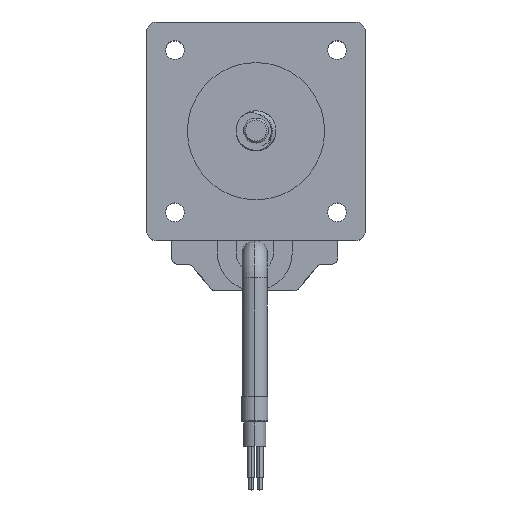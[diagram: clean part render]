
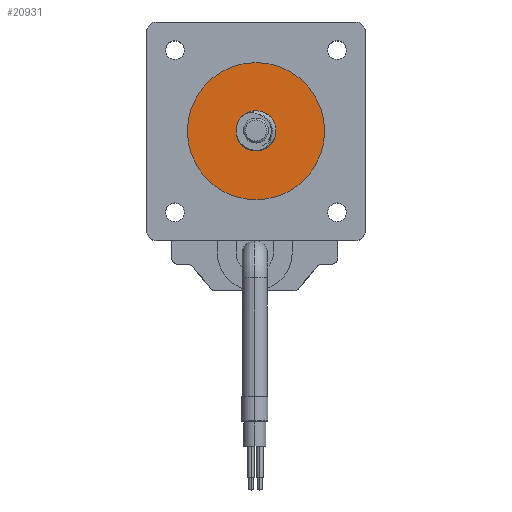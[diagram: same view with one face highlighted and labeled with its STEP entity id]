
A CAD part, top view. The second image highlights one B-rep face of the part: STEP entity #20931.
In plain terms, the highlighted planar face has unit normal (0, 0, 1).
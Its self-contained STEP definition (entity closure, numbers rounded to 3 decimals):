
#721 = DIRECTION ( 'NONE',  ( 1., 0., 0. ) ) ;
#1103 = DIRECTION ( 'NONE',  ( 0., 0., 1. ) ) ;
#2376 = CARTESIAN_POINT ( 'NONE',  ( 0., 0., 36. ) ) ;
#2966 = CARTESIAN_POINT ( 'NONE',  ( 1.587, 2.75, 36. ) ) ;
#4452 = DIRECTION ( 'NONE',  ( 0., 0., 1. ) ) ;
#4864 = EDGE_LOOP ( 'NONE', ( #25517, #20835, #36199 ) ) ;
#5414 = DIRECTION ( 'NONE',  ( 0., 0., 1. ) ) ;
#5658 = PLANE ( 'NONE',  #15481 ) ;
#5851 = AXIS2_PLACEMENT_3D ( 'NONE', #21936, #4452, #33539 ) ;
#5905 = CARTESIAN_POINT ( 'NONE',  ( 0., 0., 36. ) ) ;
#6538 = DIRECTION ( 'NONE',  ( 0., 0., 1. ) ) ;
#7537 = AXIS2_PLACEMENT_3D ( 'NONE', #9480, #1103, #721 ) ;
#8345 = VERTEX_POINT ( 'NONE', #30320 ) ;
#8716 = EDGE_CURVE ( 'NONE', #19609, #34638, #13157, .T. ) ;
#9272 = EDGE_CURVE ( 'NONE', #22759, #33643, #27112, .T. ) ;
#9480 = CARTESIAN_POINT ( 'NONE',  ( 0., 0., 36. ) ) ;
#9710 = CARTESIAN_POINT ( 'NONE',  ( 11., 0., 36. ) ) ;
#11373 = FACE_BOUND ( 'NONE', #4864, .T. ) ;
#11613 = CARTESIAN_POINT ( 'NONE',  ( -11., 0., 36. ) ) ;
#13157 = CIRCLE ( 'NONE', #5851, 11. ) ;
#13388 = DIRECTION ( 'NONE',  ( 1., 0., 0. ) ) ;
#13966 = DIRECTION ( 'NONE',  ( 1., 0., 0. ) ) ;
#15149 = CARTESIAN_POINT ( 'NONE',  ( 0., 0., 36. ) ) ;
#15446 = ORIENTED_EDGE ( 'NONE', *, *, #8716, .T. ) ;
#15481 = AXIS2_PLACEMENT_3D ( 'NONE', #15149, #20859, #13388 ) ;
#16797 = AXIS2_PLACEMENT_3D ( 'NONE', #34687, #6538, #18132 ) ;
#18132 = DIRECTION ( 'NONE',  ( 1., 0., 0. ) ) ;
#18577 = CIRCLE ( 'NONE', #26467, 11. ) ;
#19609 = VERTEX_POINT ( 'NONE', #9710 ) ;
#20158 = DIRECTION ( 'NONE',  ( 1., 0., 0. ) ) ;
#20835 = ORIENTED_EDGE ( 'NONE', *, *, #25577, .F. ) ;
#20859 = DIRECTION ( 'NONE',  ( 0., 0., 1. ) ) ;
#20931 = ADVANCED_FACE ( 'NONE', ( #11373, #23341 ), #5658, .T. ) ;
#21936 = CARTESIAN_POINT ( 'NONE',  ( 0., 0., 36. ) ) ;
#22759 = VERTEX_POINT ( 'NONE', #2966 ) ;
#23341 = FACE_OUTER_BOUND ( 'NONE', #31094, .T. ) ;
#23395 = DIRECTION ( 'NONE',  ( 0., 0., 1. ) ) ;
#25517 = ORIENTED_EDGE ( 'NONE', *, *, #9272, .F. ) ;
#25577 = EDGE_CURVE ( 'NONE', #8345, #22759, #32405, .T. ) ;
#26467 = AXIS2_PLACEMENT_3D ( 'NONE', #5905, #23395, #20158 ) ;
#26908 = ORIENTED_EDGE ( 'NONE', *, *, #34714, .T. ) ;
#27022 = EDGE_CURVE ( 'NONE', #33643, #8345, #36686, .T. ) ;
#27112 = CIRCLE ( 'NONE', #16797, 3.175 ) ;
#30320 = CARTESIAN_POINT ( 'NONE',  ( 3.175, 0., 36. ) ) ;
#30935 = CARTESIAN_POINT ( 'NONE',  ( -1.587, -2.75, 36. ) ) ;
#31094 = EDGE_LOOP ( 'NONE', ( #26908, #15446 ) ) ;
#32405 = CIRCLE ( 'NONE', #7537, 3.175 ) ;
#33539 = DIRECTION ( 'NONE',  ( 1., 0., 0. ) ) ;
#33643 = VERTEX_POINT ( 'NONE', #30935 ) ;
#34638 = VERTEX_POINT ( 'NONE', #11613 ) ;
#34687 = CARTESIAN_POINT ( 'NONE',  ( 0., 0., 36. ) ) ;
#34714 = EDGE_CURVE ( 'NONE', #34638, #19609, #18577, .T. ) ;
#34845 = AXIS2_PLACEMENT_3D ( 'NONE', #2376, #5414, #13966 ) ;
#36199 = ORIENTED_EDGE ( 'NONE', *, *, #27022, .F. ) ;
#36686 = CIRCLE ( 'NONE', #34845, 3.175 ) ;
